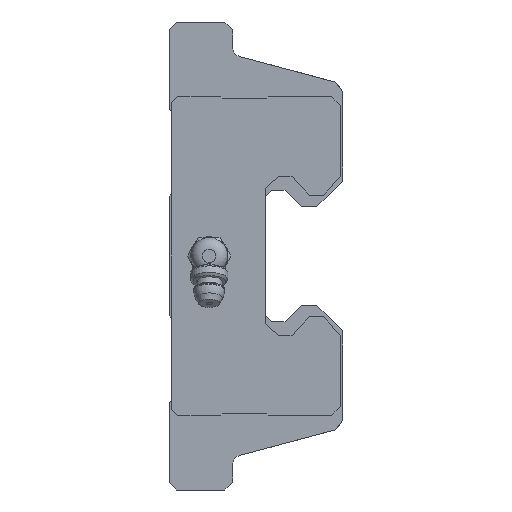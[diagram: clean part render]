
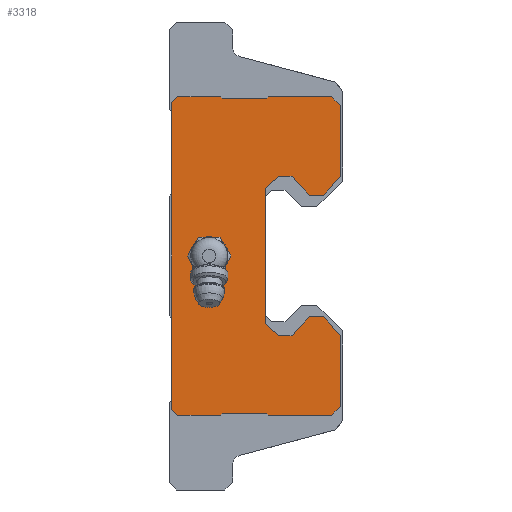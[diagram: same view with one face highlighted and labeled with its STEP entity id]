
A CAD part, left-side view. The second image highlights one B-rep face of the part: STEP entity #3318.
In plain terms, the highlighted planar face has unit normal (-1, 0, 0).
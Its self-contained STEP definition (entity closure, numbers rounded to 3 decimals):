
#818=ORIENTED_EDGE('',*,*,#1416,.F.);
#819=ORIENTED_EDGE('',*,*,#1470,.F.);
#820=ORIENTED_EDGE('',*,*,#1468,.F.);
#821=ORIENTED_EDGE('',*,*,#1466,.F.);
#822=ORIENTED_EDGE('',*,*,#1464,.F.);
#823=ORIENTED_EDGE('',*,*,#1462,.F.);
#824=ORIENTED_EDGE('',*,*,#1460,.F.);
#825=ORIENTED_EDGE('',*,*,#1458,.F.);
#826=ORIENTED_EDGE('',*,*,#1456,.F.);
#827=ORIENTED_EDGE('',*,*,#1454,.F.);
#828=ORIENTED_EDGE('',*,*,#1452,.F.);
#829=ORIENTED_EDGE('',*,*,#1450,.F.);
#830=ORIENTED_EDGE('',*,*,#1448,.F.);
#831=ORIENTED_EDGE('',*,*,#1446,.F.);
#832=ORIENTED_EDGE('',*,*,#1444,.F.);
#833=ORIENTED_EDGE('',*,*,#1442,.F.);
#834=ORIENTED_EDGE('',*,*,#1440,.F.);
#835=ORIENTED_EDGE('',*,*,#1438,.F.);
#836=ORIENTED_EDGE('',*,*,#1436,.F.);
#837=ORIENTED_EDGE('',*,*,#1434,.F.);
#838=ORIENTED_EDGE('',*,*,#1432,.F.);
#839=ORIENTED_EDGE('',*,*,#1430,.F.);
#840=ORIENTED_EDGE('',*,*,#1428,.F.);
#841=ORIENTED_EDGE('',*,*,#1426,.F.);
#842=ORIENTED_EDGE('',*,*,#1424,.F.);
#843=ORIENTED_EDGE('',*,*,#1422,.F.);
#844=ORIENTED_EDGE('',*,*,#1420,.F.);
#845=ORIENTED_EDGE('',*,*,#1418,.F.);
#846=ORIENTED_EDGE('',*,*,#1471,.T.);
#847=ORIENTED_EDGE('',*,*,#1472,.T.);
#848=ORIENTED_EDGE('',*,*,#1473,.T.);
#849=ORIENTED_EDGE('',*,*,#1474,.T.);
#850=ORIENTED_EDGE('',*,*,#1475,.T.);
#851=ORIENTED_EDGE('',*,*,#1476,.T.);
#1416=EDGE_CURVE('',#1794,#1795,#2158,.T.);
#1418=EDGE_CURVE('',#1795,#1796,#2160,.T.);
#1420=EDGE_CURVE('',#1796,#1797,#2162,.T.);
#1422=EDGE_CURVE('',#1797,#1798,#2164,.T.);
#1424=EDGE_CURVE('',#1798,#1799,#2166,.T.);
#1426=EDGE_CURVE('',#1799,#1800,#2168,.T.);
#1428=EDGE_CURVE('',#1800,#1801,#2170,.T.);
#1430=EDGE_CURVE('',#1801,#1802,#2172,.T.);
#1432=EDGE_CURVE('',#1802,#1803,#2174,.T.);
#1434=EDGE_CURVE('',#1803,#1804,#2176,.T.);
#1436=EDGE_CURVE('',#1804,#1805,#2178,.T.);
#1438=EDGE_CURVE('',#1805,#1806,#2180,.T.);
#1440=EDGE_CURVE('',#1806,#1807,#2182,.T.);
#1442=EDGE_CURVE('',#1807,#1808,#2184,.T.);
#1444=EDGE_CURVE('',#1808,#1809,#2186,.T.);
#1446=EDGE_CURVE('',#1809,#1810,#2188,.T.);
#1448=EDGE_CURVE('',#1810,#1811,#2190,.T.);
#1450=EDGE_CURVE('',#1811,#1812,#2192,.T.);
#1452=EDGE_CURVE('',#1812,#1813,#2194,.T.);
#1454=EDGE_CURVE('',#1813,#1814,#2196,.T.);
#1456=EDGE_CURVE('',#1814,#1815,#2198,.T.);
#1458=EDGE_CURVE('',#1815,#1816,#2200,.T.);
#1460=EDGE_CURVE('',#1816,#1817,#2202,.T.);
#1462=EDGE_CURVE('',#1817,#1818,#2204,.T.);
#1464=EDGE_CURVE('',#1818,#1819,#2206,.T.);
#1466=EDGE_CURVE('',#1819,#1820,#2208,.T.);
#1468=EDGE_CURVE('',#1820,#1821,#2210,.T.);
#1470=EDGE_CURVE('',#1821,#1794,#2212,.T.);
#1471=EDGE_CURVE('',#1822,#1823,#2213,.T.);
#1472=EDGE_CURVE('',#1823,#1824,#2214,.T.);
#1473=EDGE_CURVE('',#1824,#1825,#2215,.T.);
#1474=EDGE_CURVE('',#1825,#1826,#2216,.T.);
#1475=EDGE_CURVE('',#1826,#1827,#2217,.T.);
#1476=EDGE_CURVE('',#1827,#1822,#2218,.T.);
#1794=VERTEX_POINT('',#5215);
#1795=VERTEX_POINT('',#5217);
#1796=VERTEX_POINT('',#5221);
#1797=VERTEX_POINT('',#5225);
#1798=VERTEX_POINT('',#5229);
#1799=VERTEX_POINT('',#5233);
#1800=VERTEX_POINT('',#5237);
#1801=VERTEX_POINT('',#5241);
#1802=VERTEX_POINT('',#5245);
#1803=VERTEX_POINT('',#5249);
#1804=VERTEX_POINT('',#5253);
#1805=VERTEX_POINT('',#5257);
#1806=VERTEX_POINT('',#5261);
#1807=VERTEX_POINT('',#5265);
#1808=VERTEX_POINT('',#5269);
#1809=VERTEX_POINT('',#5273);
#1810=VERTEX_POINT('',#5277);
#1811=VERTEX_POINT('',#5281);
#1812=VERTEX_POINT('',#5285);
#1813=VERTEX_POINT('',#5289);
#1814=VERTEX_POINT('',#5293);
#1815=VERTEX_POINT('',#5297);
#1816=VERTEX_POINT('',#5301);
#1817=VERTEX_POINT('',#5305);
#1818=VERTEX_POINT('',#5309);
#1819=VERTEX_POINT('',#5313);
#1820=VERTEX_POINT('',#5317);
#1821=VERTEX_POINT('',#5321);
#1822=VERTEX_POINT('',#5327);
#1823=VERTEX_POINT('',#5328);
#1824=VERTEX_POINT('',#5330);
#1825=VERTEX_POINT('',#5332);
#1826=VERTEX_POINT('',#5334);
#1827=VERTEX_POINT('',#5336);
#2158=LINE('',#5216,#2538);
#2160=LINE('',#5220,#2540);
#2162=LINE('',#5224,#2542);
#2164=LINE('',#5228,#2544);
#2166=LINE('',#5232,#2546);
#2168=LINE('',#5236,#2548);
#2170=LINE('',#5240,#2550);
#2172=LINE('',#5244,#2552);
#2174=LINE('',#5248,#2554);
#2176=LINE('',#5252,#2556);
#2178=LINE('',#5256,#2558);
#2180=LINE('',#5260,#2560);
#2182=LINE('',#5264,#2562);
#2184=LINE('',#5268,#2564);
#2186=LINE('',#5272,#2566);
#2188=LINE('',#5276,#2568);
#2190=LINE('',#5280,#2570);
#2192=LINE('',#5284,#2572);
#2194=LINE('',#5288,#2574);
#2196=LINE('',#5292,#2576);
#2198=LINE('',#5296,#2578);
#2200=LINE('',#5300,#2580);
#2202=LINE('',#5304,#2582);
#2204=LINE('',#5308,#2584);
#2206=LINE('',#5312,#2586);
#2208=LINE('',#5316,#2588);
#2210=LINE('',#5320,#2590);
#2212=LINE('',#5324,#2592);
#2213=LINE('',#5326,#2593);
#2214=LINE('',#5329,#2594);
#2215=LINE('',#5331,#2595);
#2216=LINE('',#5333,#2596);
#2217=LINE('',#5335,#2597);
#2218=LINE('',#5337,#2598);
#2538=VECTOR('',#4192,1000.);
#2540=VECTOR('',#4196,1000.);
#2542=VECTOR('',#4200,1000.);
#2544=VECTOR('',#4204,1000.);
#2546=VECTOR('',#4208,1000.);
#2548=VECTOR('',#4212,1000.);
#2550=VECTOR('',#4216,1000.);
#2552=VECTOR('',#4220,1000.);
#2554=VECTOR('',#4224,1000.);
#2556=VECTOR('',#4228,1000.);
#2558=VECTOR('',#4232,1000.);
#2560=VECTOR('',#4236,1000.);
#2562=VECTOR('',#4240,1000.);
#2564=VECTOR('',#4244,1000.);
#2566=VECTOR('',#4248,1000.);
#2568=VECTOR('',#4252,1000.);
#2570=VECTOR('',#4256,1000.);
#2572=VECTOR('',#4260,1000.);
#2574=VECTOR('',#4264,1000.);
#2576=VECTOR('',#4268,1000.);
#2578=VECTOR('',#4272,1000.);
#2580=VECTOR('',#4276,1000.);
#2582=VECTOR('',#4280,1000.);
#2584=VECTOR('',#4284,1000.);
#2586=VECTOR('',#4288,1000.);
#2588=VECTOR('',#4292,1000.);
#2590=VECTOR('',#4296,1000.);
#2592=VECTOR('',#4300,1000.);
#2593=VECTOR('',#4303,1000.);
#2594=VECTOR('',#4304,1000.);
#2595=VECTOR('',#4305,1000.);
#2596=VECTOR('',#4306,1000.);
#2597=VECTOR('',#4307,1000.);
#2598=VECTOR('',#4308,1000.);
#2761=EDGE_LOOP('',(#818,#819,#820,#821,#822,#823,#824,#825,#826,#827,#828,
#829,#830,#831,#832,#833,#834,#835,#836,#837,#838,#839,#840,#841,#842,#843,
#844,#845));
#2762=EDGE_LOOP('',(#846,#847,#848,#849,#850,#851));
#2972=FACE_BOUND('',#2761,.T.);
#2973=FACE_BOUND('',#2762,.T.);
#3165=PLANE('',#3551);
#3318=ADVANCED_FACE('',(#2972,#2973),#3165,.F.);
#3551=AXIS2_PLACEMENT_3D('',#5325,#4301,#4302);
#4192=DIRECTION('',(0.,-0.707,0.707));
#4196=DIRECTION('',(0.,-1.,0.));
#4200=DIRECTION('',(0.,-0.707,-0.707));
#4204=DIRECTION('',(0.,-1.,0.));
#4208=DIRECTION('',(0.,-0.707,0.707));
#4212=DIRECTION('',(0.,-1.,0.));
#4216=DIRECTION('',(0.,-0.707,-0.707));
#4220=DIRECTION('',(0.,0.,-1.));
#4224=DIRECTION('',(0.,0.659,-0.753));
#4228=DIRECTION('',(0.,1.,0.));
#4232=DIRECTION('',(0.,0.689,0.725));
#4236=DIRECTION('',(0.,1.,0.));
#4240=DIRECTION('',(0.,0.752,-0.659));
#4244=DIRECTION('',(0.,0.,-1.));
#4248=DIRECTION('',(0.,-0.752,-0.659));
#4252=DIRECTION('',(0.,-1.,0.));
#4256=DIRECTION('',(0.,-0.689,0.725));
#4260=DIRECTION('',(0.,-1.,0.));
#4264=DIRECTION('',(0.,-0.659,-0.753));
#4268=DIRECTION('',(0.,0.,-1.));
#4272=DIRECTION('',(0.,0.707,-0.707));
#4276=DIRECTION('',(0.,1.,0.));
#4280=DIRECTION('',(0.,0.707,0.707));
#4284=DIRECTION('',(0.,1.,0.));
#4288=DIRECTION('',(0.,0.707,-0.707));
#4292=DIRECTION('',(0.,1.,0.));
#4296=DIRECTION('',(0.,0.707,0.707));
#4300=DIRECTION('',(0.,0.,1.));
#4301=DIRECTION('',(1.,0.,0.));
#4302=DIRECTION('',(0.,0.,-1.));
#4303=DIRECTION('',(0.,1.,0.));
#4304=DIRECTION('',(0.,0.5,0.866));
#4305=DIRECTION('',(0.,-0.5,0.866));
#4306=DIRECTION('',(0.,-1.,0.));
#4307=DIRECTION('',(0.,-0.5,-0.866));
#4308=DIRECTION('',(0.,0.5,-0.866));
#5215=CARTESIAN_POINT('',(-53.25,-0.5,32.7));
#5216=CARTESIAN_POINT('',(-53.25,-0.5,32.7));
#5217=CARTESIAN_POINT('',(-53.25,-1.8,34.));
#5220=CARTESIAN_POINT('',(-53.25,-1.8,34.));
#5221=CARTESIAN_POINT('',(-53.25,-10.89,34.));
#5224=CARTESIAN_POINT('',(-53.25,-10.89,34.));
#5225=CARTESIAN_POINT('',(-53.25,-11.29,33.6));
#5228=CARTESIAN_POINT('',(-53.25,-11.29,33.6));
#5229=CARTESIAN_POINT('',(-53.25,-20.7,33.6));
#5232=CARTESIAN_POINT('',(-53.25,-20.7,33.6));
#5233=CARTESIAN_POINT('',(-53.25,-21.1,34.));
#5236=CARTESIAN_POINT('',(-53.25,-21.1,34.));
#5237=CARTESIAN_POINT('',(-53.25,-34.7,34.));
#5240=CARTESIAN_POINT('',(-53.25,-34.7,34.));
#5241=CARTESIAN_POINT('',(-53.25,-36.5,32.2));
#5244=CARTESIAN_POINT('',(-53.25,-36.5,32.2));
#5245=CARTESIAN_POINT('',(-53.25,-36.5,17.));
#5248=CARTESIAN_POINT('',(-53.25,-36.5,17.));
#5249=CARTESIAN_POINT('',(-53.25,-33.,13.));
#5252=CARTESIAN_POINT('',(-53.25,-33.,13.));
#5253=CARTESIAN_POINT('',(-53.25,-30.,13.));
#5256=CARTESIAN_POINT('',(-53.25,-30.,13.));
#5257=CARTESIAN_POINT('',(-53.25,-26.2,17.));
#5260=CARTESIAN_POINT('',(-53.25,-26.2,17.));
#5261=CARTESIAN_POINT('',(-53.25,-23.35,17.));
#5264=CARTESIAN_POINT('',(-53.25,-23.35,17.));
#5265=CARTESIAN_POINT('',(-53.25,-20.5,14.5));
#5268=CARTESIAN_POINT('',(-53.25,-20.5,14.5));
#5269=CARTESIAN_POINT('',(-53.25,-20.5,-14.5));
#5272=CARTESIAN_POINT('',(-53.25,-20.5,-14.5));
#5273=CARTESIAN_POINT('',(-53.25,-23.35,-17.));
#5276=CARTESIAN_POINT('',(-53.25,-23.35,-17.));
#5277=CARTESIAN_POINT('',(-53.25,-26.2,-17.));
#5280=CARTESIAN_POINT('',(-53.25,-26.2,-17.));
#5281=CARTESIAN_POINT('',(-53.25,-30.,-13.));
#5284=CARTESIAN_POINT('',(-53.25,-30.,-13.));
#5285=CARTESIAN_POINT('',(-53.25,-33.,-13.));
#5288=CARTESIAN_POINT('',(-53.25,-33.,-13.));
#5289=CARTESIAN_POINT('',(-53.25,-36.5,-17.));
#5292=CARTESIAN_POINT('',(-53.25,-36.5,-17.));
#5293=CARTESIAN_POINT('',(-53.25,-36.5,-32.2));
#5296=CARTESIAN_POINT('',(-53.25,-36.5,-32.2));
#5297=CARTESIAN_POINT('',(-53.25,-34.7,-34.));
#5300=CARTESIAN_POINT('',(-53.25,-34.7,-34.));
#5301=CARTESIAN_POINT('',(-53.25,-21.1,-34.));
#5304=CARTESIAN_POINT('',(-53.25,-21.1,-34.));
#5305=CARTESIAN_POINT('',(-53.25,-20.7,-33.6));
#5308=CARTESIAN_POINT('',(-53.25,-20.7,-33.6));
#5309=CARTESIAN_POINT('',(-53.25,-11.29,-33.6));
#5312=CARTESIAN_POINT('',(-53.25,-11.29,-33.6));
#5313=CARTESIAN_POINT('',(-53.25,-10.89,-34.));
#5316=CARTESIAN_POINT('',(-53.25,-10.89,-34.));
#5317=CARTESIAN_POINT('',(-53.25,-1.8,-34.));
#5320=CARTESIAN_POINT('',(-53.25,-1.8,-34.));
#5321=CARTESIAN_POINT('',(-53.25,-0.5,-32.7));
#5324=CARTESIAN_POINT('',(-53.25,-0.5,-32.7));
#5325=CARTESIAN_POINT('',(-53.25,0.,0.));
#5326=CARTESIAN_POINT('',(-53.25,-10.809,-4.));
#5327=CARTESIAN_POINT('',(-53.25,-10.809,-4.));
#5328=CARTESIAN_POINT('',(-53.25,-6.191,-4.));
#5329=CARTESIAN_POINT('',(-53.25,-6.191,-4.));
#5330=CARTESIAN_POINT('',(-53.25,-3.881,0.));
#5331=CARTESIAN_POINT('',(-53.25,-3.881,0.));
#5332=CARTESIAN_POINT('',(-53.25,-6.191,4.));
#5333=CARTESIAN_POINT('',(-53.25,-6.191,4.));
#5334=CARTESIAN_POINT('',(-53.25,-10.809,4.));
#5335=CARTESIAN_POINT('',(-53.25,-10.809,4.));
#5336=CARTESIAN_POINT('',(-53.25,-13.119,0.));
#5337=CARTESIAN_POINT('',(-53.25,-13.119,0.));
